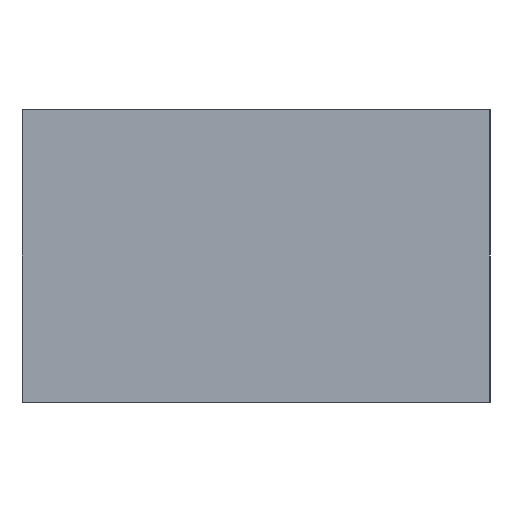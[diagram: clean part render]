
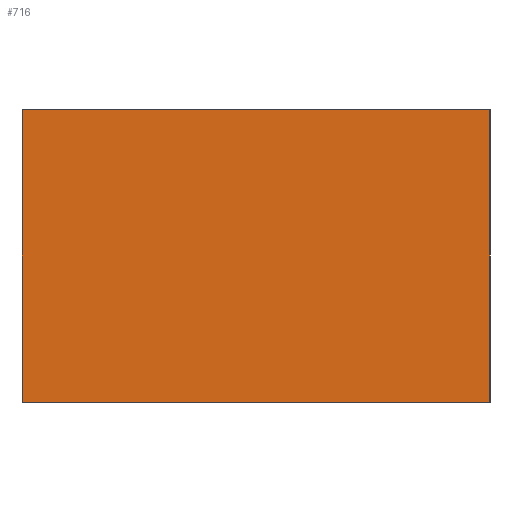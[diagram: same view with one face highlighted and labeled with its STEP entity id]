
A CAD part, left-side view. The second image highlights one B-rep face of the part: STEP entity #716.
In plain terms, the highlighted planar face has unit normal (-1, 0, 0).
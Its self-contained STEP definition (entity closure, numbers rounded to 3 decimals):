
#2 = EDGE_LOOP ( 'NONE', ( #60, #54, #58, #57 ) ) ;
#54 = ORIENTED_EDGE ( 'NONE', *, *, #295, .F. ) ;
#57 = ORIENTED_EDGE ( 'NONE', *, *, #317, .T. ) ;
#58 = ORIENTED_EDGE ( 'NONE', *, *, #285, .T. ) ;
#60 = ORIENTED_EDGE ( 'NONE', *, *, #302, .T. ) ;
#103 = LINE ( 'NONE', #460, #108 ) ;
#108 = VECTOR ( 'NONE', #456, 1000. ) ;
#113 = LINE ( 'NONE', #442, #126 ) ;
#126 = VECTOR ( 'NONE', #437, 1000. ) ;
#140 = LINE ( 'NONE', #402, #141 ) ;
#141 = VECTOR ( 'NONE', #396, 1000. ) ;
#220 = AXIS2_PLACEMENT_3D ( 'NONE', #583, #603, #604 ) ;
#285 = EDGE_CURVE ( 'NONE', #474, #475, #103, .T. ) ;
#295 = EDGE_CURVE ( 'NONE', #474, #473, #113, .T. ) ;
#302 = EDGE_CURVE ( 'NONE', #472, #473, #140, .T. ) ;
#317 = EDGE_CURVE ( 'NONE', #475, #472, #375, .T. ) ;
#331 = FACE_OUTER_BOUND ( 'NONE', #2, .T. ) ;
#375 = LINE ( 'NONE', #501, #376 ) ;
#376 = VECTOR ( 'NONE', #502, 1000. ) ;
#396 = DIRECTION ( 'NONE',  ( 0., 0., 1. ) ) ;
#402 = CARTESIAN_POINT ( 'NONE',  ( -1.6, -0.8, 1. ) ) ;
#437 = DIRECTION ( 'NONE',  ( 0., -1., 0. ) ) ;
#442 = CARTESIAN_POINT ( 'NONE',  ( -1.6, 0.8, 1. ) ) ;
#456 = DIRECTION ( 'NONE',  ( 0., 0., -1. ) ) ;
#460 = CARTESIAN_POINT ( 'NONE',  ( -1.6, 0.8, 1. ) ) ;
#472 = VERTEX_POINT ( 'NONE', #500 ) ;
#473 = VERTEX_POINT ( 'NONE', #514 ) ;
#474 = VERTEX_POINT ( 'NONE', #507 ) ;
#475 = VERTEX_POINT ( 'NONE', #506 ) ;
#500 = CARTESIAN_POINT ( 'NONE',  ( -1.6, -0.8, 0. ) ) ;
#501 = CARTESIAN_POINT ( 'NONE',  ( -1.6, 0.8, 0. ) ) ;
#502 = DIRECTION ( 'NONE',  ( 0., -1., 0. ) ) ;
#506 = CARTESIAN_POINT ( 'NONE',  ( -1.6, 0.8, 0. ) ) ;
#507 = CARTESIAN_POINT ( 'NONE',  ( -1.6, 0.8, 1. ) ) ;
#514 = CARTESIAN_POINT ( 'NONE',  ( -1.6, -0.8, 1. ) ) ;
#583 = CARTESIAN_POINT ( 'NONE',  ( -1.6, -0.8, 1. ) ) ;
#591 = PLANE ( 'NONE',  #220 ) ;
#603 = DIRECTION ( 'NONE',  ( 1., 0., 0. ) ) ;
#604 = DIRECTION ( 'NONE',  ( 0., 0., -1. ) ) ;
#716 = ADVANCED_FACE ( 'NONE', ( #331 ), #591, .F. ) ;
